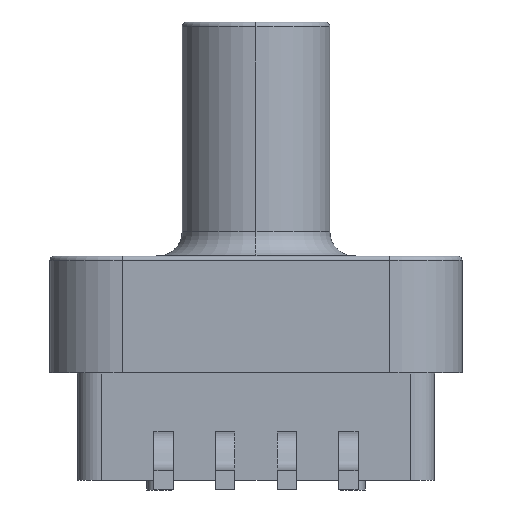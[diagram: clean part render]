
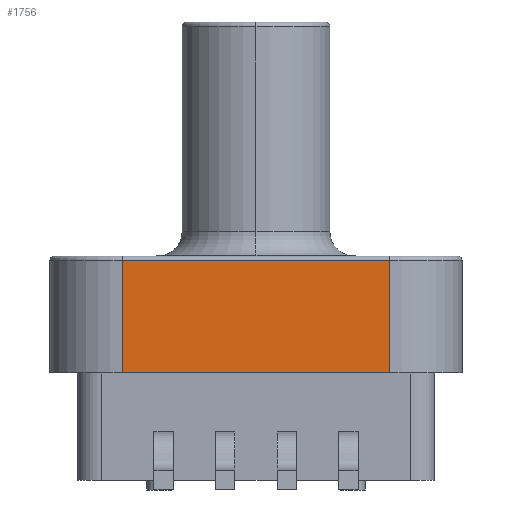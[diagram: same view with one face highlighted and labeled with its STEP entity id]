
A CAD part, left-side view. The second image highlights one B-rep face of the part: STEP entity #1756.
In plain terms, the highlighted planar face has unit normal (-1, 0, 0).
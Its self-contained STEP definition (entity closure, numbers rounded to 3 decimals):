
#194 = CARTESIAN_POINT ( 'NONE',  ( -4.255, 2.754, 2.413 ) ) ;
#244 = EDGE_LOOP ( 'NONE', ( #10671, #10014, #3055, #3089 ) ) ;
#411 = LINE ( 'NONE', #2991, #1167 ) ;
#1121 = DIRECTION ( 'NONE',  ( 1., 0., 0. ) ) ;
#1156 = CARTESIAN_POINT ( 'NONE',  ( -4.255, 2.754, 4.726 ) ) ;
#1167 = VECTOR ( 'NONE', #8148, 1000. ) ;
#1207 = CARTESIAN_POINT ( 'NONE',  ( -4.255, 2.754, 4.826 ) ) ;
#1756 = ADVANCED_FACE ( 'NONE', ( #2870 ), #4676, .F. ) ;
#1847 = DIRECTION ( 'NONE',  ( 0., 0., -1. ) ) ;
#2424 = EDGE_CURVE ( 'NONE', #5264, #6752, #2604, .T. ) ;
#2604 = LINE ( 'NONE', #5943, #4421 ) ;
#2760 = DIRECTION ( 'NONE',  ( 0., 0., -1. ) ) ;
#2870 = FACE_OUTER_BOUND ( 'NONE', #244, .T. ) ;
#2991 = CARTESIAN_POINT ( 'NONE',  ( -4.255, -2.754, 4.826 ) ) ;
#3055 = ORIENTED_EDGE ( 'NONE', *, *, #9543, .T. ) ;
#3089 = ORIENTED_EDGE ( 'NONE', *, *, #2424, .T. ) ;
#3253 = VERTEX_POINT ( 'NONE', #5832 ) ;
#4421 = VECTOR ( 'NONE', #6107, 1000. ) ;
#4468 = CARTESIAN_POINT ( 'NONE',  ( -4.255, -2.754, 4.826 ) ) ;
#4676 = PLANE ( 'NONE',  #10647 ) ;
#4699 = LINE ( 'NONE', #10578, #5547 ) ;
#5264 = VERTEX_POINT ( 'NONE', #194 ) ;
#5547 = VECTOR ( 'NONE', #8101, 1000. ) ;
#5832 = CARTESIAN_POINT ( 'NONE',  ( -4.255, -2.754, 4.726 ) ) ;
#5943 = CARTESIAN_POINT ( 'NONE',  ( -4.255, -2.754, 2.413 ) ) ;
#6107 = DIRECTION ( 'NONE',  ( 0., -1., 0. ) ) ;
#6752 = VERTEX_POINT ( 'NONE', #6945 ) ;
#6762 = VECTOR ( 'NONE', #1847, 1000. ) ;
#6945 = CARTESIAN_POINT ( 'NONE',  ( -4.255, -2.754, 2.413 ) ) ;
#7677 = EDGE_CURVE ( 'NONE', #3253, #8535, #4699, .T. ) ;
#8101 = DIRECTION ( 'NONE',  ( 0., 1., 0. ) ) ;
#8148 = DIRECTION ( 'NONE',  ( 0., 0., -1. ) ) ;
#8535 = VERTEX_POINT ( 'NONE', #1156 ) ;
#8885 = LINE ( 'NONE', #1207, #6762 ) ;
#9543 = EDGE_CURVE ( 'NONE', #8535, #5264, #8885, .T. ) ;
#9954 = EDGE_CURVE ( 'NONE', #3253, #6752, #411, .T. ) ;
#10014 = ORIENTED_EDGE ( 'NONE', *, *, #7677, .T. ) ;
#10578 = CARTESIAN_POINT ( 'NONE',  ( -4.255, -2.754, 4.726 ) ) ;
#10647 = AXIS2_PLACEMENT_3D ( 'NONE', #4468, #1121, #2760 ) ;
#10671 = ORIENTED_EDGE ( 'NONE', *, *, #9954, .F. ) ;
